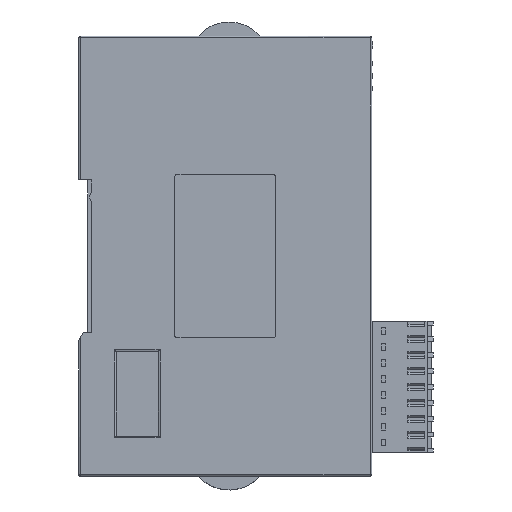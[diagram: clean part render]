
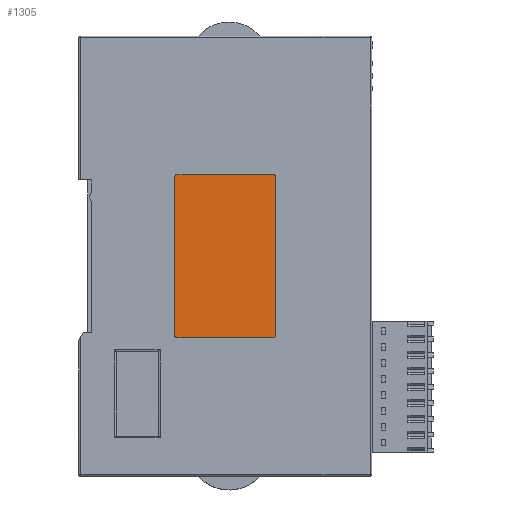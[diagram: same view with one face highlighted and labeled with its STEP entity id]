
A CAD part, left-side view. The second image highlights one B-rep face of the part: STEP entity #1305.
In plain terms, the highlighted planar face has unit normal (-1, 0, 0).
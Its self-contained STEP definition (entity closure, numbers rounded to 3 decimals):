
#1305=ADVANCED_FACE('',(#2527),#20106,.T.);
#2527=FACE_OUTER_BOUND('',#3863,.T.);
#3863=EDGE_LOOP('',(#9647,#9648,#9649,#9650,#9651,#9652,#9653,#9654));
#9647=ORIENTED_EDGE('',*,*,#12033,.F.);
#9648=ORIENTED_EDGE('',*,*,#12020,.F.);
#9649=ORIENTED_EDGE('',*,*,#12013,.F.);
#9650=ORIENTED_EDGE('',*,*,#12014,.F.);
#9651=ORIENTED_EDGE('',*,*,#12019,.F.);
#9652=ORIENTED_EDGE('',*,*,#12023,.F.);
#9653=ORIENTED_EDGE('',*,*,#12028,.F.);
#9654=ORIENTED_EDGE('',*,*,#12029,.F.);
#12013=EDGE_CURVE('',#18028,#18025,#13753,.T.);
#12014=EDGE_CURVE('',#18029,#18028,#15317,.T.);
#12019=EDGE_CURVE('',#18032,#18029,#13755,.T.);
#12020=EDGE_CURVE('',#18025,#18033,#15321,.T.);
#12023=EDGE_CURVE('',#18035,#18032,#15324,.T.);
#12028=EDGE_CURVE('',#18038,#18035,#13757,.T.);
#12029=EDGE_CURVE('',#18039,#18038,#15328,.T.);
#12033=EDGE_CURVE('',#18033,#18039,#13759,.T.);
#13753=(
BOUNDED_CURVE()
B_SPLINE_CURVE(2,(#33419,#33420,#33421),.UNSPECIFIED.,.F.,.F.)
B_SPLINE_CURVE_WITH_KNOTS((3,3),(0.,1.),.UNSPECIFIED.)
CURVE()
GEOMETRIC_REPRESENTATION_ITEM()
RATIONAL_B_SPLINE_CURVE((1.,0.707,1.))
REPRESENTATION_ITEM('')
);
#13755=(
BOUNDED_CURVE()
B_SPLINE_CURVE(2,(#33433,#33434,#33435),.UNSPECIFIED.,.F.,.F.)
B_SPLINE_CURVE_WITH_KNOTS((3,3),(0.,1.),.UNSPECIFIED.)
CURVE()
GEOMETRIC_REPRESENTATION_ITEM()
RATIONAL_B_SPLINE_CURVE((1.,0.707,1.))
REPRESENTATION_ITEM('')
);
#13757=(
BOUNDED_CURVE()
B_SPLINE_CURVE(2,(#33453,#33454,#33455),.UNSPECIFIED.,.F.,.F.)
B_SPLINE_CURVE_WITH_KNOTS((3,3),(0.,1.),.UNSPECIFIED.)
CURVE()
GEOMETRIC_REPRESENTATION_ITEM()
RATIONAL_B_SPLINE_CURVE((1.,0.707,1.))
REPRESENTATION_ITEM('')
);
#13759=(
BOUNDED_CURVE()
B_SPLINE_CURVE(2,(#33465,#33466,#33467),.UNSPECIFIED.,.F.,.F.)
B_SPLINE_CURVE_WITH_KNOTS((3,3),(0.,1.),.UNSPECIFIED.)
CURVE()
GEOMETRIC_REPRESENTATION_ITEM()
RATIONAL_B_SPLINE_CURVE((1.,0.707,1.))
REPRESENTATION_ITEM('')
);
#15317=B_SPLINE_CURVE_WITH_KNOTS('',1,(#33422,#33423),.UNSPECIFIED.,.F.,
 .F.,(2,2),(0.,23.),.UNSPECIFIED.);
#15321=B_SPLINE_CURVE_WITH_KNOTS('',1,(#33436,#33437),.UNSPECIFIED.,.F.,
 .F.,(2,2),(0.,38.),.UNSPECIFIED.);
#15324=B_SPLINE_CURVE_WITH_KNOTS('',1,(#33442,#33443),.UNSPECIFIED.,.F.,
 .F.,(2,2),(0.,38.),.UNSPECIFIED.);
#15328=B_SPLINE_CURVE_WITH_KNOTS('',1,(#33456,#33457),.UNSPECIFIED.,.F.,
 .F.,(2,2),(0.,23.),.UNSPECIFIED.);
#18025=VERTEX_POINT('',#27927);
#18028=VERTEX_POINT('',#27930);
#18029=VERTEX_POINT('',#27931);
#18032=VERTEX_POINT('',#27934);
#18033=VERTEX_POINT('',#27935);
#18035=VERTEX_POINT('',#27937);
#18038=VERTEX_POINT('',#27940);
#18039=VERTEX_POINT('',#27941);
#20106=PLANE('',#21220);
#21220=AXIS2_PLACEMENT_3D('',#26360,#22257,$);
#22257=DIRECTION('',(-1.,0.,0.));
#26360=CARTESIAN_POINT('',(-345.703,-71.468,212.686));
#27927=CARTESIAN_POINT('',(-345.703,-97.88,255.098));
#27930=CARTESIAN_POINT('',(-345.703,-97.38,255.598));
#27931=CARTESIAN_POINT('',(-345.703,-74.38,255.598));
#27934=CARTESIAN_POINT('',(-345.703,-73.88,255.098));
#27935=CARTESIAN_POINT('',(-345.703,-97.88,217.098));
#27937=CARTESIAN_POINT('',(-345.703,-73.88,217.098));
#27940=CARTESIAN_POINT('',(-345.703,-74.38,216.598));
#27941=CARTESIAN_POINT('',(-345.703,-97.38,216.598));
#33419=CARTESIAN_POINT('',(-345.703,-97.38,255.598));
#33420=CARTESIAN_POINT('',(-345.703,-97.88,255.598));
#33421=CARTESIAN_POINT('',(-345.703,-97.88,255.098));
#33422=CARTESIAN_POINT('',(-345.703,-74.38,255.598));
#33423=CARTESIAN_POINT('',(-345.703,-97.38,255.598));
#33433=CARTESIAN_POINT('',(-345.703,-73.88,255.098));
#33434=CARTESIAN_POINT('',(-345.703,-73.88,255.598));
#33435=CARTESIAN_POINT('',(-345.703,-74.38,255.598));
#33436=CARTESIAN_POINT('',(-345.703,-97.88,255.098));
#33437=CARTESIAN_POINT('',(-345.703,-97.88,217.098));
#33442=CARTESIAN_POINT('',(-345.703,-73.88,217.098));
#33443=CARTESIAN_POINT('',(-345.703,-73.88,255.098));
#33453=CARTESIAN_POINT('',(-345.703,-74.38,216.598));
#33454=CARTESIAN_POINT('',(-345.703,-73.88,216.598));
#33455=CARTESIAN_POINT('',(-345.703,-73.88,217.098));
#33456=CARTESIAN_POINT('',(-345.703,-97.38,216.598));
#33457=CARTESIAN_POINT('',(-345.703,-74.38,216.598));
#33465=CARTESIAN_POINT('',(-345.703,-97.88,217.098));
#33466=CARTESIAN_POINT('',(-345.703,-97.88,216.598));
#33467=CARTESIAN_POINT('',(-345.703,-97.38,216.598));
